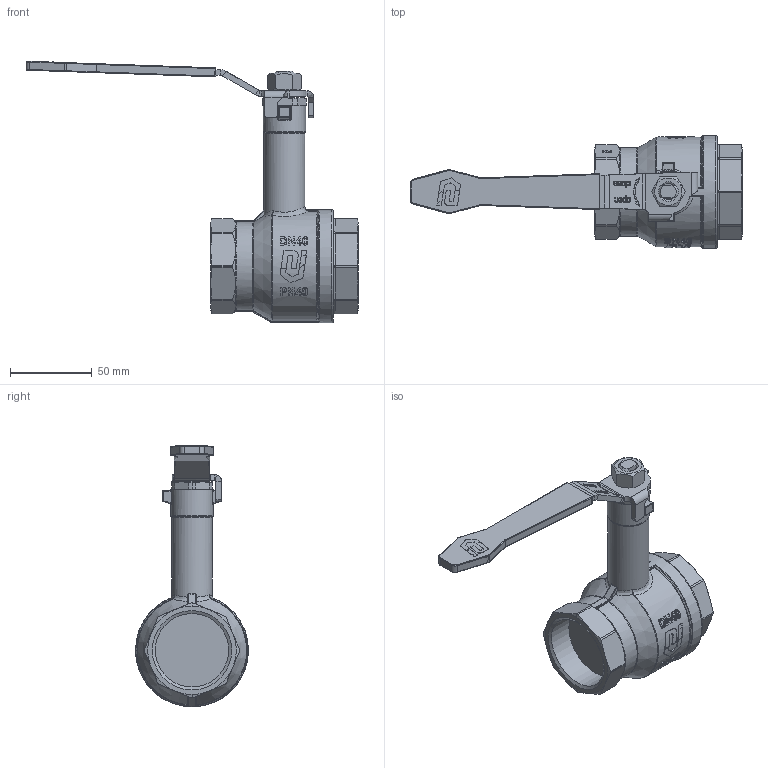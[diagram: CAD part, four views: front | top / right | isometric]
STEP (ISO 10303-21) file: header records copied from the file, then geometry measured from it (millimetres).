
FILE_DESCRIPTION(('HOOPS Exchange Step'),'2;1');
FILE_NAME('GK11_DN40.stp','2025-12-04T13:40:53+01:00',('nieru'),('Unknown organisation'),'HOOPS Exchange 2024.2','HOOPS Exchange','Unknown authorisation');
FILE_SCHEMA( ('AP203_CONFIGURATION_CONTROLLED_3D_DESIGN_OF_MECHANICAL_PARTS_AND_ASSEMBLIES_MIM_LF') );
Length unit declared in the file: millimetre
Products named in the file (2): 0; root
Assembly tree (1 placements, depth 2):
  root
    0
Bounding box: 202.9 x 69 x 159.8 mm (x, y, z)
Volume: 272262.9 mm3; surface area: 45282.8 mm2
Topology: 1 solids, 1 shells, 1007 faces, 2671 edges, 1696 vertices
Faces by surface type: bspline 326, plane 314, cylinder 221, cone 62, torus 61, sphere 23
Full cylindrical faces by diameter (mm): 12 x1, 25 x1, 26 x1, 44.845 x2, 69 x1
Entity records: 41756 total; most frequent: CARTESIAN_POINT 19944, ORIENTED_EDGE 5300, DIRECTION 3199, EDGE_CURVE 2650, VERTEX_POINT 1696, AXIS2_PLACEMENT_3D 1194, B_SPLINE_CURVE_WITH_KNOTS 1156, EDGE_LOOP 1066
